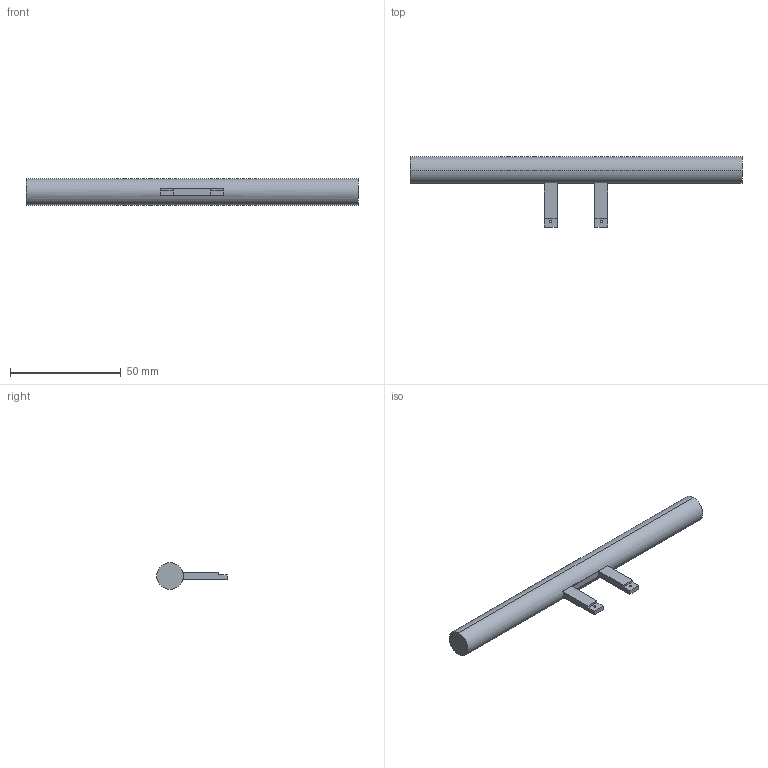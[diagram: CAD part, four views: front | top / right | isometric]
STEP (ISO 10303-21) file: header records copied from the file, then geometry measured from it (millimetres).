
FILE_DESCRIPTION (( 'STEP AP214' ), '1' );
FILE_NAME ('Base_Plate.STEP', '2018-10-08T22:11:11', ( '' ), ( '' ), 'SwSTEP 2.0', 'SolidWorks 2018', '' );
FILE_SCHEMA (( 'AUTOMOTIVE_DESIGN' ));
Length unit declared in the file: metre
Products named in the file (1): Base_Plate
Bounding box: 150 x 31.85 x 12 mm (x, y, z)
Volume: 17605.7 mm3; surface area: 6579.6 mm2
Topology: 1 solids, 1 shells, 21 faces, 54 edges, 36 vertices
Faces by surface type: plane 15, cylinder 6
Entity records: 684 total; most frequent: CARTESIAN_POINT 112, DIRECTION 112, ORIENTED_EDGE 108, EDGE_CURVE 54, LINE 40, VECTOR 40, AXIS2_PLACEMENT_3D 36, VERTEX_POINT 36
